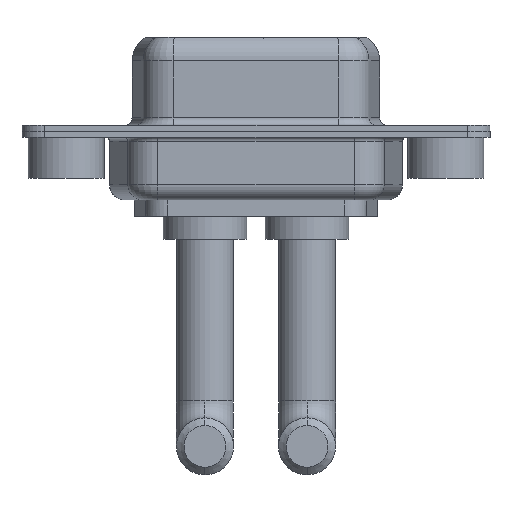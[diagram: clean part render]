
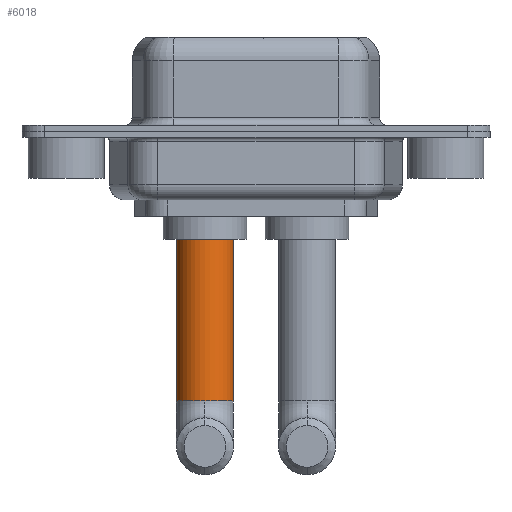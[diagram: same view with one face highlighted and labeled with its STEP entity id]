
A CAD part, front view. The second image highlights one B-rep face of the part: STEP entity #6018.
In plain terms, the highlighted cylindrical face has radius 1.875 mm (diameter 3.75 mm), a partial arc.
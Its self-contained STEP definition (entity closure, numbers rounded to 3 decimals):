
#478 = EDGE_CURVE ( 'NONE', #11562, #8261, #8963, .T. ) ;
#855 = DIRECTION ( 'NONE',  ( 0., 0., -1. ) ) ;
#896 = DIRECTION ( 'NONE',  ( -1., 0., 0. ) ) ;
#1019 = CIRCLE ( 'NONE', #9590, 1.875 ) ;
#1708 = FACE_OUTER_BOUND ( 'NONE', #2752, .T. ) ;
#2033 = EDGE_CURVE ( 'NONE', #12803, #8979, #5403, .T. ) ;
#2470 = EDGE_CURVE ( 'NONE', #8261, #8926, #11786, .T. ) ;
#2474 = DIRECTION ( 'NONE',  ( 0., 0., -1. ) ) ;
#2744 = CARTESIAN_POINT ( 'NONE',  ( -1.875, 0., -10.63 ) ) ;
#2752 = EDGE_LOOP ( 'NONE', ( #11264, #4773, #9809, #7785, #4447 ) ) ;
#2965 = AXIS2_PLACEMENT_3D ( 'NONE', #5389, #7405, #4168 ) ;
#3259 = CARTESIAN_POINT ( 'NONE',  ( 1.875, 0., 0. ) ) ;
#3736 = DIRECTION ( 'NONE',  ( 0., 0., -1. ) ) ;
#4168 = DIRECTION ( 'NONE',  ( -1., 0., 0. ) ) ;
#4261 = DIRECTION ( 'NONE',  ( 0., 0., -1. ) ) ;
#4447 = ORIENTED_EDGE ( 'NONE', *, *, #2470, .F. ) ;
#4773 = ORIENTED_EDGE ( 'NONE', *, *, #4912, .T. ) ;
#4912 = EDGE_CURVE ( 'NONE', #11562, #12803, #13300, .T. ) ;
#5389 = CARTESIAN_POINT ( 'NONE',  ( 0., 0., -10.63 ) ) ;
#5403 = LINE ( 'NONE', #12616, #12401 ) ;
#6018 = ADVANCED_FACE ( 'NONE', ( #1708 ), #10076, .T. ) ;
#7122 = CARTESIAN_POINT ( 'NONE',  ( 1.875, 0., -10.63 ) ) ;
#7405 = DIRECTION ( 'NONE',  ( 0., 0., -1. ) ) ;
#7580 = CARTESIAN_POINT ( 'NONE',  ( 0., -1.875, -10.63 ) ) ;
#7588 = CARTESIAN_POINT ( 'NONE',  ( 0., 0., 0. ) ) ;
#7785 = ORIENTED_EDGE ( 'NONE', *, *, #11834, .F. ) ;
#7854 = VECTOR ( 'NONE', #855, 1000. ) ;
#8261 = VERTEX_POINT ( 'NONE', #7122 ) ;
#8325 = CARTESIAN_POINT ( 'NONE',  ( 0., 0., -10.63 ) ) ;
#8873 = CARTESIAN_POINT ( 'NONE',  ( 0., 0., 0. ) ) ;
#8926 = VERTEX_POINT ( 'NONE', #7580 ) ;
#8963 = LINE ( 'NONE', #9032, #7854 ) ;
#8979 = VERTEX_POINT ( 'NONE', #2744 ) ;
#9002 = DIRECTION ( 'NONE',  ( 0., 0., -1. ) ) ;
#9032 = CARTESIAN_POINT ( 'NONE',  ( 1.875, 0., 0. ) ) ;
#9213 = AXIS2_PLACEMENT_3D ( 'NONE', #7588, #2474, #9778 ) ;
#9590 = AXIS2_PLACEMENT_3D ( 'NONE', #8325, #3736, #12024 ) ;
#9778 = DIRECTION ( 'NONE',  ( -1., 0., 0. ) ) ;
#9809 = ORIENTED_EDGE ( 'NONE', *, *, #2033, .T. ) ;
#10076 = CYLINDRICAL_SURFACE ( 'NONE', #13107, 1.875 ) ;
#11264 = ORIENTED_EDGE ( 'NONE', *, *, #478, .F. ) ;
#11562 = VERTEX_POINT ( 'NONE', #3259 ) ;
#11786 = CIRCLE ( 'NONE', #2965, 1.875 ) ;
#11834 = EDGE_CURVE ( 'NONE', #8926, #8979, #1019, .T. ) ;
#12024 = DIRECTION ( 'NONE',  ( -1., 0., 0. ) ) ;
#12401 = VECTOR ( 'NONE', #4261, 1000. ) ;
#12458 = CARTESIAN_POINT ( 'NONE',  ( -1.875, 0., 0. ) ) ;
#12616 = CARTESIAN_POINT ( 'NONE',  ( -1.875, 0., 0. ) ) ;
#12803 = VERTEX_POINT ( 'NONE', #12458 ) ;
#13107 = AXIS2_PLACEMENT_3D ( 'NONE', #8873, #9002, #896 ) ;
#13300 = CIRCLE ( 'NONE', #9213, 1.875 ) ;
